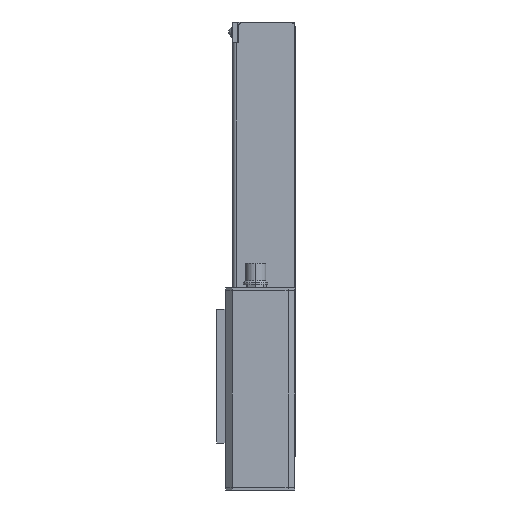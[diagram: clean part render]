
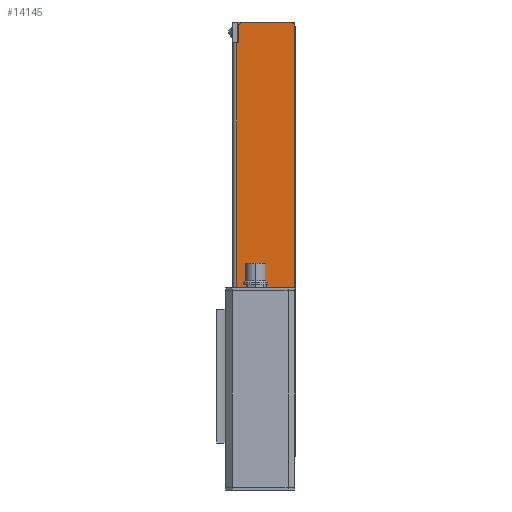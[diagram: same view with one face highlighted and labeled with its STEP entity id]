
A CAD part, left-side view. The second image highlights one B-rep face of the part: STEP entity #14145.
In plain terms, the highlighted planar face has unit normal (-1, 0, 0).
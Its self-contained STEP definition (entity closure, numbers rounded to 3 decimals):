
#1076 = LINE ( 'NONE', #8371, #13458 ) ;
#1453 = LINE ( 'NONE', #21557, #11245 ) ;
#1472 = DIRECTION ( 'NONE',  ( 0., 0., -1. ) ) ;
#1477 = VERTEX_POINT ( 'NONE', #2357 ) ;
#1482 = DIRECTION ( 'NONE',  ( 0., -1., 0. ) ) ;
#1728 = EDGE_CURVE ( 'NONE', #13927, #12657, #21826, .T. ) ;
#1988 = CARTESIAN_POINT ( 'NONE',  ( -51.27, -21., 12. ) ) ;
#2055 = CIRCLE ( 'NONE', #6989, 2. ) ;
#2213 = EDGE_CURVE ( 'NONE', #9454, #1477, #1453, .T. ) ;
#2357 = CARTESIAN_POINT ( 'NONE',  ( -51.27, -19., 264.2 ) ) ;
#3282 = AXIS2_PLACEMENT_3D ( 'NONE', #3999, #21961, #11284 ) ;
#3727 = EDGE_CURVE ( 'NONE', #12657, #10276, #22290, .T. ) ;
#3816 = DIRECTION ( 'NONE',  ( 0., 0., -1. ) ) ;
#3999 = CARTESIAN_POINT ( 'NONE',  ( -51.27, -19., 12. ) ) ;
#5185 = VECTOR ( 'NONE', #22620, 1000. ) ;
#5281 = DIRECTION ( 'NONE',  ( 0., -1., 0. ) ) ;
#5440 = EDGE_LOOP ( 'NONE', ( #19696, #15520, #10913, #13539, #20345, #21516, #14505, #15040, #22963 ) ) ;
#5567 = CARTESIAN_POINT ( 'NONE',  ( -51.27, 14.125, 10. ) ) ;
#5770 = CARTESIAN_POINT ( 'NONE',  ( -51.27, -19., 262.2 ) ) ;
#6035 = DIRECTION ( 'NONE',  ( 0., 0., -1. ) ) ;
#6253 = LINE ( 'NONE', #22312, #7252 ) ;
#6503 = VERTEX_POINT ( 'NONE', #8530 ) ;
#6860 = PLANE ( 'NONE',  #22754 ) ;
#6989 = AXIS2_PLACEMENT_3D ( 'NONE', #5770, #21929, #12798 ) ;
#7041 = VERTEX_POINT ( 'NONE', #10258 ) ;
#7252 = VECTOR ( 'NONE', #6035, 1000. ) ;
#7265 = CARTESIAN_POINT ( 'NONE',  ( -51.27, 13., 308.673 ) ) ;
#8371 = CARTESIAN_POINT ( 'NONE',  ( -51.27, 14.125, 252. ) ) ;
#8530 = CARTESIAN_POINT ( 'NONE',  ( -51.27, -21., 262.2 ) ) ;
#8702 = VERTEX_POINT ( 'NONE', #19975 ) ;
#8727 = EDGE_CURVE ( 'NONE', #16315, #8702, #18451, .T. ) ;
#8769 = DIRECTION ( 'NONE',  ( 1., 0., 0. ) ) ;
#9386 = VECTOR ( 'NONE', #23542, 1000. ) ;
#9454 = VERTEX_POINT ( 'NONE', #10086 ) ;
#10086 = CARTESIAN_POINT ( 'NONE',  ( -51.27, 11., 264.2 ) ) ;
#10132 = AXIS2_PLACEMENT_3D ( 'NONE', #14671, #20120, #3816 ) ;
#10258 = CARTESIAN_POINT ( 'NONE',  ( -51.27, 14.125, 252. ) ) ;
#10276 = VERTEX_POINT ( 'NONE', #1988 ) ;
#10550 = CARTESIAN_POINT ( 'NONE',  ( -51.27, 14.125, 308.673 ) ) ;
#10913 = ORIENTED_EDGE ( 'NONE', *, *, #16824, .F. ) ;
#11245 = VECTOR ( 'NONE', #5281, 1000. ) ;
#11284 = DIRECTION ( 'NONE',  ( 0., 0., -1. ) ) ;
#11614 = EDGE_CURVE ( 'NONE', #7041, #13927, #19197, .T. ) ;
#11972 = EDGE_CURVE ( 'NONE', #9454, #16315, #12429, .T. ) ;
#12429 = CIRCLE ( 'NONE', #10132, 2. ) ;
#12657 = VERTEX_POINT ( 'NONE', #18056 ) ;
#12798 = DIRECTION ( 'NONE',  ( 0., 0., -1. ) ) ;
#13139 = VECTOR ( 'NONE', #1482, 1000. ) ;
#13458 = VECTOR ( 'NONE', #15626, 1000. ) ;
#13539 = ORIENTED_EDGE ( 'NONE', *, *, #20616, .T. ) ;
#13927 = VERTEX_POINT ( 'NONE', #5567 ) ;
#14145 = ADVANCED_FACE ( 'NONE', ( #15781 ), #6860, .F. ) ;
#14505 = ORIENTED_EDGE ( 'NONE', *, *, #8727, .T. ) ;
#14671 = CARTESIAN_POINT ( 'NONE',  ( -51.27, 11., 262.2 ) ) ;
#15040 = ORIENTED_EDGE ( 'NONE', *, *, #19593, .T. ) ;
#15520 = ORIENTED_EDGE ( 'NONE', *, *, #3727, .T. ) ;
#15626 = DIRECTION ( 'NONE',  ( 0., 1., 0. ) ) ;
#15781 = FACE_OUTER_BOUND ( 'NONE', #5440, .T. ) ;
#16027 = CARTESIAN_POINT ( 'NONE',  ( -51.27, 14.125, 10. ) ) ;
#16315 = VERTEX_POINT ( 'NONE', #19961 ) ;
#16824 = EDGE_CURVE ( 'NONE', #6503, #10276, #6253, .T. ) ;
#18056 = CARTESIAN_POINT ( 'NONE',  ( -51.27, -19., 10. ) ) ;
#18451 = LINE ( 'NONE', #7265, #9386 ) ;
#19197 = LINE ( 'NONE', #19314, #5185 ) ;
#19314 = CARTESIAN_POINT ( 'NONE',  ( -51.27, 14.125, 308.673 ) ) ;
#19593 = EDGE_CURVE ( 'NONE', #8702, #7041, #1076, .T. ) ;
#19696 = ORIENTED_EDGE ( 'NONE', *, *, #1728, .T. ) ;
#19961 = CARTESIAN_POINT ( 'NONE',  ( -51.27, 13., 262.2 ) ) ;
#19975 = CARTESIAN_POINT ( 'NONE',  ( -51.27, 13., 252. ) ) ;
#20120 = DIRECTION ( 'NONE',  ( -1., 0., 0. ) ) ;
#20345 = ORIENTED_EDGE ( 'NONE', *, *, #2213, .F. ) ;
#20616 = EDGE_CURVE ( 'NONE', #6503, #1477, #2055, .T. ) ;
#21516 = ORIENTED_EDGE ( 'NONE', *, *, #11972, .T. ) ;
#21557 = CARTESIAN_POINT ( 'NONE',  ( -51.27, 14.125, 264.2 ) ) ;
#21826 = LINE ( 'NONE', #16027, #13139 ) ;
#21929 = DIRECTION ( 'NONE',  ( -1., 0., 0. ) ) ;
#21961 = DIRECTION ( 'NONE',  ( -1., 0., 0. ) ) ;
#22290 = CIRCLE ( 'NONE', #3282, 2. ) ;
#22312 = CARTESIAN_POINT ( 'NONE',  ( -51.27, -21., 308.673 ) ) ;
#22620 = DIRECTION ( 'NONE',  ( 0., 0., -1. ) ) ;
#22754 = AXIS2_PLACEMENT_3D ( 'NONE', #10550, #8769, #1472 ) ;
#22963 = ORIENTED_EDGE ( 'NONE', *, *, #11614, .T. ) ;
#23542 = DIRECTION ( 'NONE',  ( 0., 0., -1. ) ) ;
